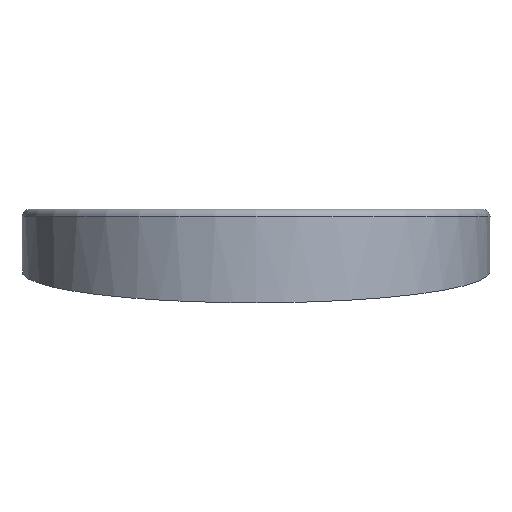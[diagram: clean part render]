
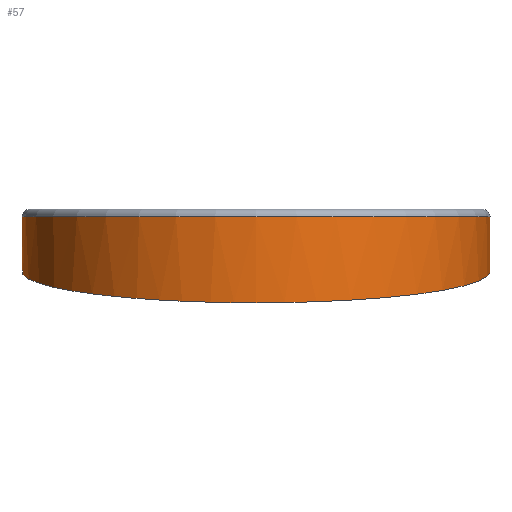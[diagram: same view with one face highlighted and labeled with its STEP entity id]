
A CAD part, left-side view. The second image highlights one B-rep face of the part: STEP entity #57.
In plain terms, the highlighted cylindrical face has radius 60 mm (diameter 120 mm), a full revolution.
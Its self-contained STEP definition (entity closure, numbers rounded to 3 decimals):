
#57=ADVANCED_FACE('',(#246,#248),#250,.T.);
#246=FACE_OUTER_BOUND('',#247,.T.);
#247=EDGE_LOOP('',(#419));
#248=FACE_OUTER_BOUND('',#249,.T.);
#249=EDGE_LOOP('',(#420));
#250=CYLINDRICAL_SURFACE('',#251,60.);
#251=AXIS2_PLACEMENT_3D('',#252,#253,#254);
#252=CARTESIAN_POINT('',(0.,0.,0.));
#253=DIRECTION('',(0.,0.,1.));
#254=DIRECTION('',(-1.,0.,0.));
#419=ORIENTED_EDGE('',*,*,#527,.F.);
#420=ORIENTED_EDGE('',*,*,#528,.T.);
#527=EDGE_CURVE('',#590,#590,#591,.T.);
#528=EDGE_CURVE('',#592,#592,#593,.T.);
#590=VERTEX_POINT('',#705);
#591=CIRCLE('',#706,60.);
#592=VERTEX_POINT('',#710);
#593=(BOUNDED_CURVE()B_SPLINE_CURVE(3,
(#711,#712,#713,#714,#715,#716,#717),
.UNSPECIFIED.,.T.,.F.)B_SPLINE_CURVE_WITH_KNOTS((4,3,4),
(0.,0.5,1.),
.UNSPECIFIED.)CURVE()GEOMETRIC_REPRESENTATION_ITEM()RATIONAL_B_SPLINE_CURVE((1.,
0.333,0.333,1.,0.333,0.333,1.))
REPRESENTATION_ITEM(''));
#705=CARTESIAN_POINT('',(-60.,0.,22.));
#706=AXIS2_PLACEMENT_3D('',#707,#708,#709);
#707=CARTESIAN_POINT('',(0.,0.,22.));
#708=DIRECTION('',(0.,0.,1.));
#709=DIRECTION('',(-1.,0.,0.));
#710=CARTESIAN_POINT('',(-60.,0.,0.));
#711=CARTESIAN_POINT('',(-60.,0.,0.));
#712=CARTESIAN_POINT('',(-60.,-120.,0.));
#713=CARTESIAN_POINT('',(60.,-120.,16.));
#714=CARTESIAN_POINT('',(60.,0.,16.));
#715=CARTESIAN_POINT('',(60.,120.,16.));
#716=CARTESIAN_POINT('',(-60.,120.,0.));
#717=CARTESIAN_POINT('',(-60.,0.,0.));
